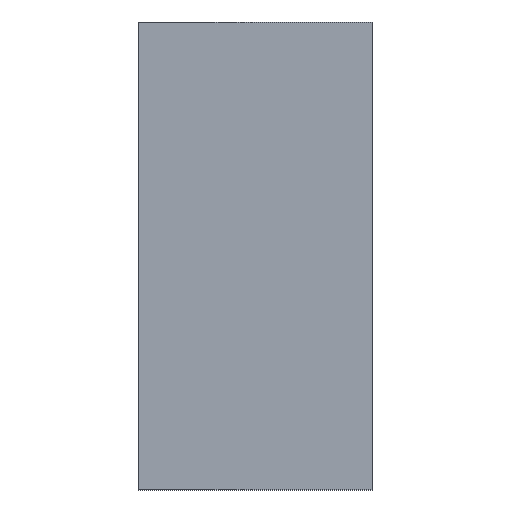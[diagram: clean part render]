
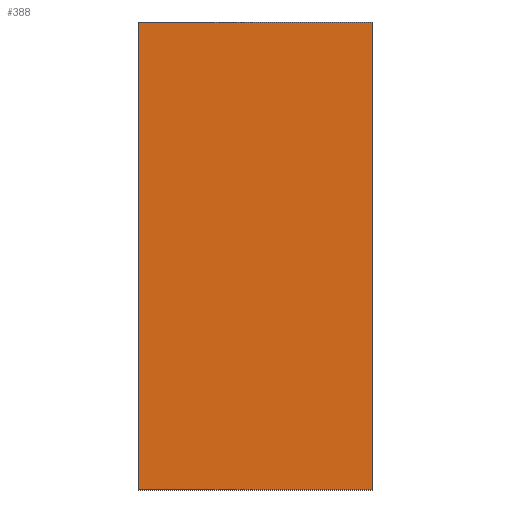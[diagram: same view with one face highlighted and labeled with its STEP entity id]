
A CAD part, left-side view. The second image highlights one B-rep face of the part: STEP entity #388.
In plain terms, the highlighted planar face has unit normal (-1, 0, 0).
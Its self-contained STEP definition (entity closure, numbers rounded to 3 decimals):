
#105 = ORIENTED_EDGE ( 'NONE', *, *, #2338, .T. ) ;
#215 = VECTOR ( 'NONE', #1049, 1000. ) ;
#302 = ORIENTED_EDGE ( 'NONE', *, *, #564, .F. ) ;
#347 = CARTESIAN_POINT ( 'NONE',  ( -1., 0., 1. ) ) ;
#359 = LINE ( 'NONE', #1391, #2416 ) ;
#360 = FACE_OUTER_BOUND ( 'NONE', #3092, .T. ) ;
#388 = ADVANCED_FACE ( 'NONE', ( #360 ), #1220, .F. ) ;
#405 = LINE ( 'NONE', #1474, #2274 ) ;
#419 = CARTESIAN_POINT ( 'NONE',  ( -1., 1., -1. ) ) ;
#509 = CARTESIAN_POINT ( 'NONE',  ( -1., 0., -1. ) ) ;
#525 = EDGE_CURVE ( 'NONE', #2968, #1353, #405, .T. ) ;
#564 = EDGE_CURVE ( 'NONE', #1668, #2968, #1213, .T. ) ;
#608 = ORIENTED_EDGE ( 'NONE', *, *, #525, .F. ) ;
#885 = ORIENTED_EDGE ( 'NONE', *, *, #1279, .T. ) ;
#912 = DIRECTION ( 'NONE',  ( 0., -1., 0. ) ) ;
#971 = DIRECTION ( 'NONE',  ( 1., 0., 0. ) ) ;
#1049 = DIRECTION ( 'NONE',  ( 0., 0., 1. ) ) ;
#1213 = LINE ( 'NONE', #2748, #215 ) ;
#1220 = PLANE ( 'NONE',  #1694 ) ;
#1279 = EDGE_CURVE ( 'NONE', #1307, #1353, #2799, .T. ) ;
#1307 = VERTEX_POINT ( 'NONE', #509 ) ;
#1333 = CARTESIAN_POINT ( 'NONE',  ( -1., 1., 1. ) ) ;
#1353 = VERTEX_POINT ( 'NONE', #2497 ) ;
#1391 = CARTESIAN_POINT ( 'NONE',  ( -1., 1., -1. ) ) ;
#1474 = CARTESIAN_POINT ( 'NONE',  ( -1., 1., 1. ) ) ;
#1668 = VERTEX_POINT ( 'NONE', #419 ) ;
#1694 = AXIS2_PLACEMENT_3D ( 'NONE', #1705, #971, #3164 ) ;
#1705 = CARTESIAN_POINT ( 'NONE',  ( -1., 1., 1. ) ) ;
#1970 = DIRECTION ( 'NONE',  ( 0., -1., 0. ) ) ;
#2274 = VECTOR ( 'NONE', #1970, 1000. ) ;
#2338 = EDGE_CURVE ( 'NONE', #1668, #1307, #359, .T. ) ;
#2416 = VECTOR ( 'NONE', #912, 1000. ) ;
#2497 = CARTESIAN_POINT ( 'NONE',  ( -1., 0., 1. ) ) ;
#2748 = CARTESIAN_POINT ( 'NONE',  ( -1., 1., 1. ) ) ;
#2799 = LINE ( 'NONE', #347, #3029 ) ;
#2968 = VERTEX_POINT ( 'NONE', #1333 ) ;
#2998 = DIRECTION ( 'NONE',  ( 0., 0., 1. ) ) ;
#3029 = VECTOR ( 'NONE', #2998, 1000. ) ;
#3092 = EDGE_LOOP ( 'NONE', ( #885, #608, #302, #105 ) ) ;
#3164 = DIRECTION ( 'NONE',  ( 0., 0., -1. ) ) ;
